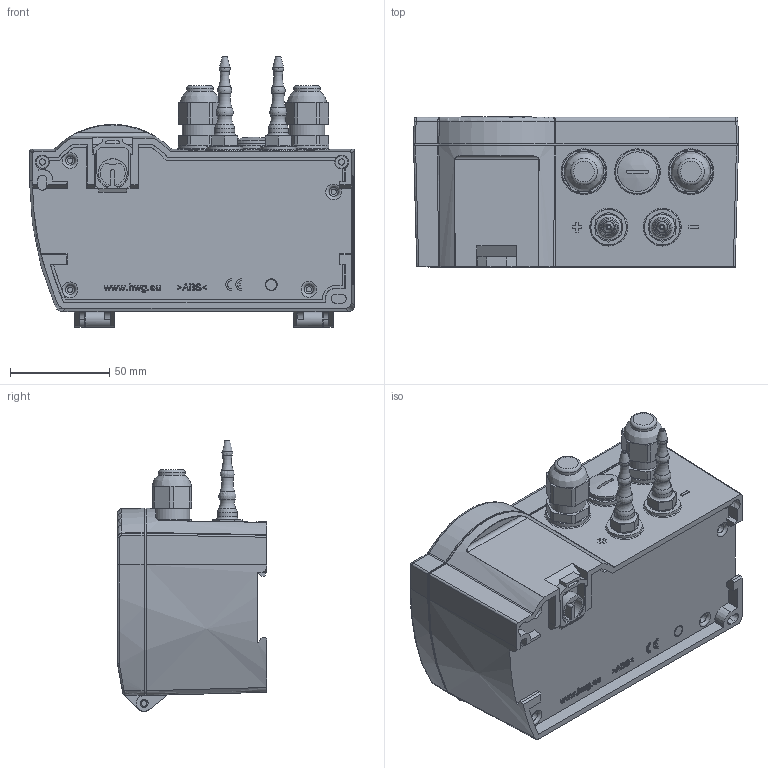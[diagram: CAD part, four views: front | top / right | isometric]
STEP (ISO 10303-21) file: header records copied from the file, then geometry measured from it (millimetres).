
FILE_DESCRIPTION(/* description */ (''),/* implementation_level */ '2;1');
FILE_NAME(/* name */ 'P29.2_Kabelverschraubungen+Labortllen.stp',/* time_stamp */ '2025-11-24T08:13:06+01:00',/* author */ ('HW0531'),/* organization */ (''),/* preprocessor_version */ 'ST-DEVELOPER v20',/* originating_system */ 'Autodesk Inventor 2024',/* authorisation */ '');
FILE_SCHEMA (('AUTOMOTIVE_DESIGN { 1 0 10303 214 3 1 1 }'));
Length unit declared in the file: millimetre
Products named in the file (1): ENG-119971.002707_Vereinfachen_1
Bounding box: 164 x 75.66 x 136.68 mm (x, y, z)
Volume: 962069.7 mm3; surface area: 79099.8 mm2
Topology: 31 solids, 31 shells, 3581 faces, 9461 edges, 6259 vertices
Faces by surface type: plane 2023, bspline 1337, cylinder 113, cone 62, torus 37, sphere 9
Full cylindrical faces by diameter (mm): 0.5 x6, 0.6 x3, 1.8 x2, 1.9 x1, 2.8 x1, 3 x1, 3.97 x4, 4 x2, 5.4 x1, 6 x1, 8 x1, 10 x2, 11 x4, 13.5 x2, 14 x2, 18 x2, 19.5 x1, 20 x1
Entity records: 125101 total; most frequent: CARTESIAN_POINT 41302, ORIENTED_EDGE 18890, DIRECTION 11811, EDGE_CURVE 9445, VERTEX_POINT 6259, LINE 6127, VECTOR 6127, EDGE_LOOP 3932
